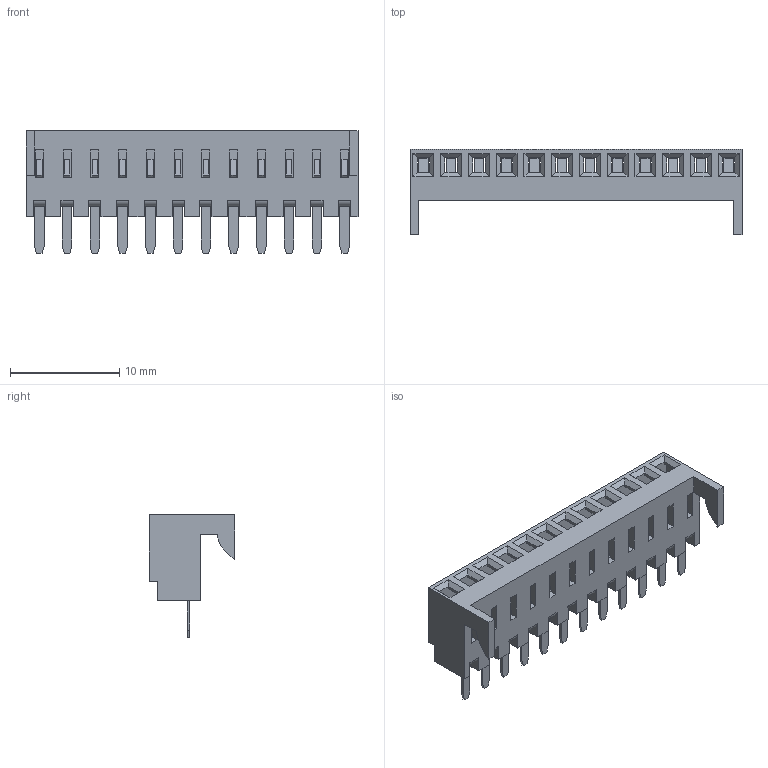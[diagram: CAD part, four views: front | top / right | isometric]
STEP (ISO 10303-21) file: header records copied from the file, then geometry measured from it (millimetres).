
FILE_DESCRIPTION((''),'2;1');
FILE_NAME('022182121','2014-10-13T',('me'),(''),'PRO/ENGINEER BY PARAMETRIC TECHNOLOGY CORPORATION, 2011490','PRO/ENGINEER BY PARAMETRIC TECHNOLOGY CORPORATION, 2011490','');
FILE_SCHEMA(('CONFIG_CONTROL_DESIGN'));
Length unit declared in the file: inch
Products named in the file (1): 022182121
Bounding box: 30.38 x 7.8 x 11.23 mm (x, y, z)
Volume: 455.4 mm3; surface area: 1700.8 mm2
Topology: 1 solids, 1 shells, 518 faces, 1462 edges, 958 vertices
Faces by surface type: plane 430, cylinder 88
Entity records: 16563 total; most frequent: CARTESIAN_POINT 2915, ORIENTED_EDGE 2876, DIRECTION 2700, EDGE_CURVE 1438, VECTOR 1262, LINE 1262, VERTEX_POINT 934, AXIS2_PLACEMENT_3D 719
